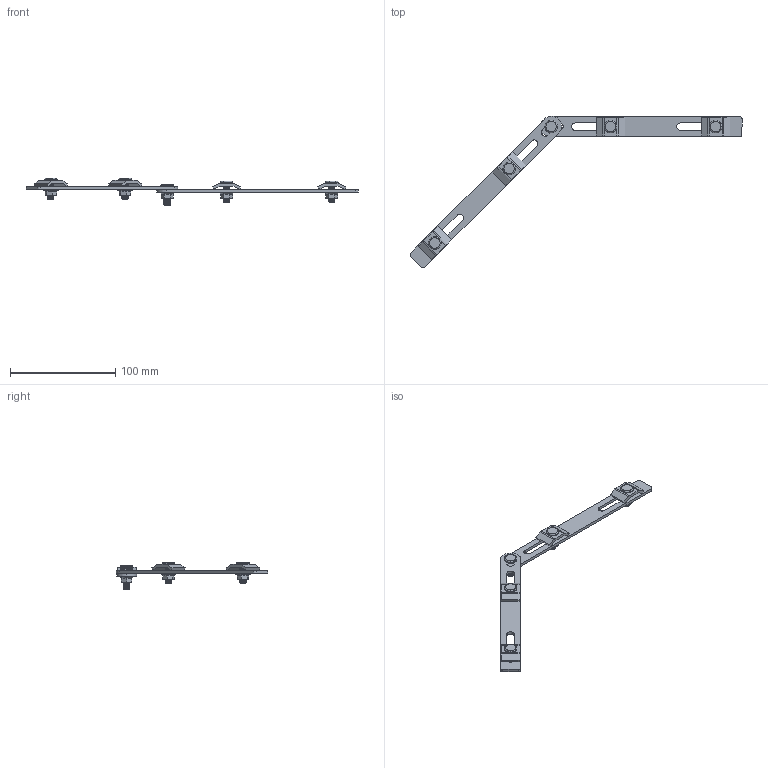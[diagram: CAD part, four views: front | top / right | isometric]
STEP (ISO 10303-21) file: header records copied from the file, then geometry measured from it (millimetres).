
FILE_DESCRIPTION (( 'STEP AP203' ), '1' );
FILE_NAME ('00406515.STEP', '2021-07-19T07:25:59', ( '' ), ( '' ), 'SwSTEP 2.0', 'SolidWorks 2020', '' );
FILE_SCHEMA (( 'CONFIG_CONTROL_DESIGN' ));
Length unit declared in the file: millimetre
Products named in the file (1): 00406515
Bounding box: 315.72 x 144.11 x 26 mm (x, y, z)
Volume: 25956.4 mm3; surface area: 26326.6 mm2
Topology: 16 solids, 16 shells, 550 faces, 1434 edges, 926 vertices
Faces by surface type: cylinder 267, plane 158, cone 85, torus 20, bspline 20
Entity records: 32644 total; most frequent: CARTESIAN_POINT 20516, ORIENTED_EDGE 2868, DIRECTION 2155, EDGE_CURVE 1434, VERTEX_POINT 926, AXIS2_PLACEMENT_3D 780, VECTOR 595, LINE 595
